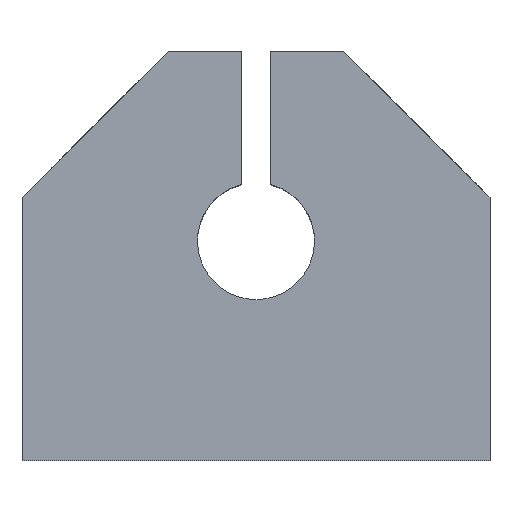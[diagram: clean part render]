
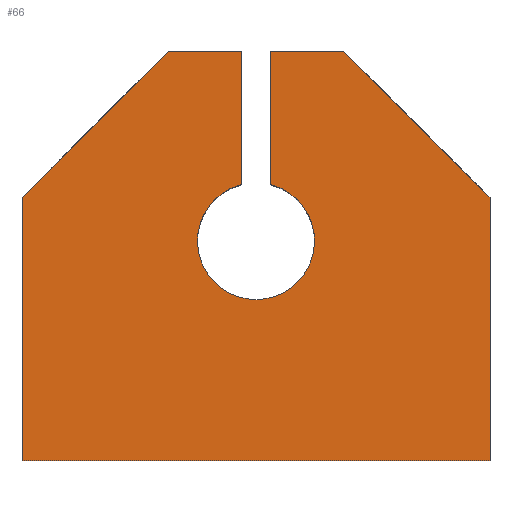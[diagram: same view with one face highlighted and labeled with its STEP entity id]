
A CAD part, top view. The second image highlights one B-rep face of the part: STEP entity #66.
In plain terms, the highlighted planar face has unit normal (0, 0, 1).
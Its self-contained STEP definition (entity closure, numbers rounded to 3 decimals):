
#66 = ADVANCED_FACE( '', ( #147 ), #148, .T. );
#147 = FACE_OUTER_BOUND( '', #246, .T. );
#148 = PLANE( '', #247 );
#246 = EDGE_LOOP( '', ( #375, #376, #377, #378, #379, #380, #381, #382, #383, #384 ) );
#247 = AXIS2_PLACEMENT_3D( '', #385, #386, #387 );
#375 = ORIENTED_EDGE( '', *, *, #527, .T. );
#376 = ORIENTED_EDGE( '', *, *, #532, .T. );
#377 = ORIENTED_EDGE( '', *, *, #533, .T. );
#378 = ORIENTED_EDGE( '', *, *, #513, .T. );
#379 = ORIENTED_EDGE( '', *, *, #530, .T. );
#380 = ORIENTED_EDGE( '', *, *, #519, .T. );
#381 = ORIENTED_EDGE( '', *, *, #534, .F. );
#382 = ORIENTED_EDGE( '', *, *, #507, .T. );
#383 = ORIENTED_EDGE( '', *, *, #535, .T. );
#384 = ORIENTED_EDGE( '', *, *, #495, .T. );
#385 = CARTESIAN_POINT( '', ( 0., 15., 18. ) );
#386 = DIRECTION( '', ( 0., 0., 1. ) );
#387 = DIRECTION( '', ( 1., 0., 0. ) );
#495 = EDGE_CURVE( '', #568, #566, #569, .T. );
#507 = EDGE_CURVE( '', #589, #587, #590, .T. );
#513 = EDGE_CURVE( '', #600, #598, #601, .T. );
#519 = EDGE_CURVE( '', #611, #609, #612, .T. );
#527 = EDGE_CURVE( '', #566, #622, #624, .T. );
#530 = EDGE_CURVE( '', #598, #611, #627, .T. );
#532 = EDGE_CURVE( '', #622, #629, #630, .T. );
#533 = EDGE_CURVE( '', #629, #600, #631, .T. );
#534 = EDGE_CURVE( '', #589, #609, #632, .T. );
#535 = EDGE_CURVE( '', #587, #568, #633, .T. );
#566 = VERTEX_POINT( '', #673 );
#568 = VERTEX_POINT( '', #676 );
#569 = LINE( '', #677, #678 );
#587 = VERTEX_POINT( '', #698 );
#589 = VERTEX_POINT( '', #701 );
#590 = LINE( '', #702, #703 );
#598 = VERTEX_POINT( '', #713 );
#600 = VERTEX_POINT( '', #716 );
#601 = LINE( '', #717, #718 );
#609 = VERTEX_POINT( '', #728 );
#611 = VERTEX_POINT( '', #731 );
#612 = LINE( '', #732, #733 );
#622 = VERTEX_POINT( '', #810 );
#624 = LINE( '', #813, #814 );
#627 = LINE( '', #818, #819 );
#629 = VERTEX_POINT( '', #821 );
#630 = LINE( '', #822, #823 );
#631 = LINE( '', #824, #825 );
#632 = CIRCLE( '', #826, 4. );
#633 = LINE( '', #827, #828 );
#673 = CARTESIAN_POINT( '', ( -16., 18., 18. ) );
#676 = CARTESIAN_POINT( '', ( -6., 28., 18. ) );
#677 = CARTESIAN_POINT( '', ( -6., 28., 18. ) );
#678 = VECTOR( '', #918, 1000. );
#698 = CARTESIAN_POINT( '', ( -1., 28., 18. ) );
#701 = CARTESIAN_POINT( '', ( -1., 18.873, 18. ) );
#702 = CARTESIAN_POINT( '', ( -1., 18.873, 18. ) );
#703 = VECTOR( '', #937, 1000. );
#713 = CARTESIAN_POINT( '', ( 6., 28., 18. ) );
#716 = CARTESIAN_POINT( '', ( 16., 18., 18. ) );
#717 = CARTESIAN_POINT( '', ( 16., 18., 18. ) );
#718 = VECTOR( '', #944, 1000. );
#728 = CARTESIAN_POINT( '', ( 1., 18.873, 18. ) );
#731 = CARTESIAN_POINT( '', ( 1., 28., 18. ) );
#732 = CARTESIAN_POINT( '', ( 1., 28., 18. ) );
#733 = VECTOR( '', #951, 1000. );
#810 = CARTESIAN_POINT( '', ( -16., 0., 18. ) );
#813 = CARTESIAN_POINT( '', ( -16., 18., 18. ) );
#814 = VECTOR( '', #958, 1000. );
#818 = CARTESIAN_POINT( '', ( 6., 28., 18. ) );
#819 = VECTOR( '', #960, 1000. );
#821 = CARTESIAN_POINT( '', ( 16., 0., 18. ) );
#822 = CARTESIAN_POINT( '', ( -16., 0., 18. ) );
#823 = VECTOR( '', #961, 1000. );
#824 = CARTESIAN_POINT( '', ( 16., 0., 18. ) );
#825 = VECTOR( '', #962, 1000. );
#826 = AXIS2_PLACEMENT_3D( '', #963, #964, #965 );
#827 = CARTESIAN_POINT( '', ( -1., 28., 18. ) );
#828 = VECTOR( '', #966, 1000. );
#918 = DIRECTION( '', ( -0.707, -0.707, 0. ) );
#937 = DIRECTION( '', ( 0., 1., 0. ) );
#944 = DIRECTION( '', ( -0.707, 0.707, 0. ) );
#951 = DIRECTION( '', ( 0., -1., 0. ) );
#958 = DIRECTION( '', ( 0., -1., 0. ) );
#960 = DIRECTION( '', ( -1., 0., 0. ) );
#961 = DIRECTION( '', ( 1., 0., 0. ) );
#962 = DIRECTION( '', ( 0., 1., 0. ) );
#963 = CARTESIAN_POINT( '', ( 0., 15., 18. ) );
#964 = DIRECTION( '', ( 0., 0., 1. ) );
#965 = DIRECTION( '', ( 1., 0., 0. ) );
#966 = DIRECTION( '', ( -1., 0., 0. ) );
